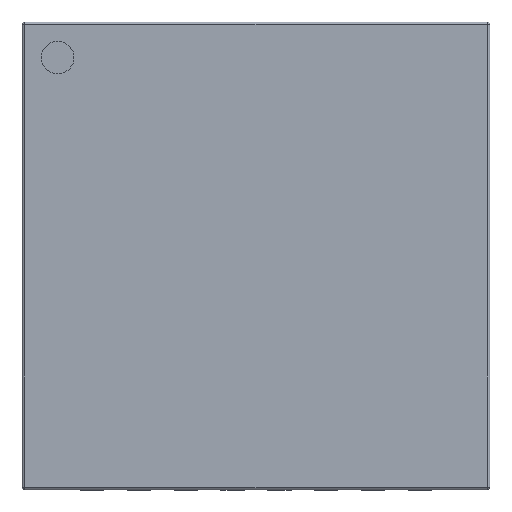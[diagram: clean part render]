
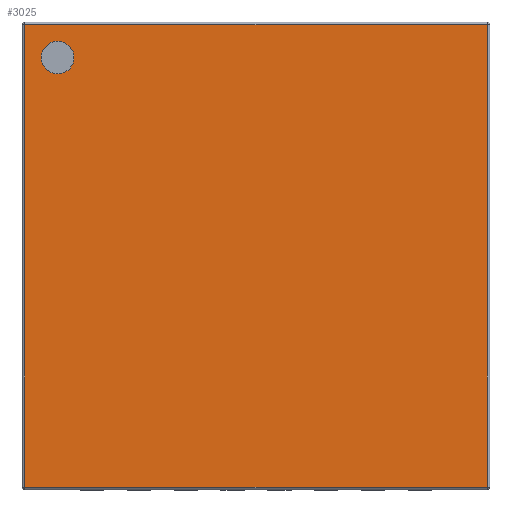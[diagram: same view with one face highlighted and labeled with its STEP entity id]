
A CAD part, top view. The second image highlights one B-rep face of the part: STEP entity #3025.
In plain terms, the highlighted planar face has unit normal (0, 0, 1).
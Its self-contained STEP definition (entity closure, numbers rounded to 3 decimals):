
#1806 = VERTEX_POINT('',#1807);
#1807 = CARTESIAN_POINT('',(-1.945,2.12,0.78));
#1813 = EDGE_CURVE('',#1814,#1806,#1816,.T.);
#1814 = VERTEX_POINT('',#1815);
#1815 = CARTESIAN_POINT('',(-2.295,2.12,0.78));
#1816 = CIRCLE('',#1817,0.175);
#1817 = AXIS2_PLACEMENT_3D('',#1818,#1819,#1820);
#1818 = CARTESIAN_POINT('',(-2.12,2.12,0.78));
#1819 = DIRECTION('',(0.,0.,1.));
#1820 = DIRECTION('',(1.,0.,-0.));
#3025 = ADVANCED_FACE('',(#3026,#3036),#3070,.F.);
#3026 = FACE_BOUND('',#3027,.T.);
#3027 = EDGE_LOOP('',(#3028,#3035));
#3028 = ORIENTED_EDGE('',*,*,#3029,.F.);
#3029 = EDGE_CURVE('',#1806,#1814,#3030,.T.);
#3030 = CIRCLE('',#3031,0.175);
#3031 = AXIS2_PLACEMENT_3D('',#3032,#3033,#3034);
#3032 = CARTESIAN_POINT('',(-2.12,2.12,0.78));
#3033 = DIRECTION('',(0.,0.,1.));
#3034 = DIRECTION('',(1.,0.,-0.));
#3035 = ORIENTED_EDGE('',*,*,#1813,.F.);
#3036 = FACE_BOUND('',#3037,.T.);
#3037 = EDGE_LOOP('',(#3038,#3048,#3056,#3064));
#3038 = ORIENTED_EDGE('',*,*,#3039,.T.);
#3039 = EDGE_CURVE('',#3040,#3042,#3044,.T.);
#3040 = VERTEX_POINT('',#3041);
#3041 = CARTESIAN_POINT('',(-2.47,2.47,0.78));
#3042 = VERTEX_POINT('',#3043);
#3043 = CARTESIAN_POINT('',(-2.47,-2.47,0.78));
#3044 = LINE('',#3045,#3046);
#3045 = CARTESIAN_POINT('',(-2.47,0.,0.78));
#3046 = VECTOR('',#3047,1.);
#3047 = DIRECTION('',(0.,-1.,0.));
#3048 = ORIENTED_EDGE('',*,*,#3049,.T.);
#3049 = EDGE_CURVE('',#3042,#3050,#3052,.T.);
#3050 = VERTEX_POINT('',#3051);
#3051 = CARTESIAN_POINT('',(2.47,-2.47,0.78));
#3052 = LINE('',#3053,#3054);
#3053 = CARTESIAN_POINT('',(0.,-2.47,0.78));
#3054 = VECTOR('',#3055,1.);
#3055 = DIRECTION('',(1.,-0.,0.));
#3056 = ORIENTED_EDGE('',*,*,#3057,.T.);
#3057 = EDGE_CURVE('',#3050,#3058,#3060,.T.);
#3058 = VERTEX_POINT('',#3059);
#3059 = CARTESIAN_POINT('',(2.47,2.47,0.78));
#3060 = LINE('',#3061,#3062);
#3061 = CARTESIAN_POINT('',(2.47,0.,0.78));
#3062 = VECTOR('',#3063,1.);
#3063 = DIRECTION('',(0.,1.,0.));
#3064 = ORIENTED_EDGE('',*,*,#3065,.T.);
#3065 = EDGE_CURVE('',#3058,#3040,#3066,.T.);
#3066 = LINE('',#3067,#3068);
#3067 = CARTESIAN_POINT('',(0.,2.47,0.78));
#3068 = VECTOR('',#3069,1.);
#3069 = DIRECTION('',(-1.,0.,0.));
#3070 = PLANE('',#3071);
#3071 = AXIS2_PLACEMENT_3D('',#3072,#3073,#3074);
#3072 = CARTESIAN_POINT('',(0.,0.,0.78));
#3073 = DIRECTION('',(0.,0.,-1.));
#3074 = DIRECTION('',(-1.,0.,-0.));
